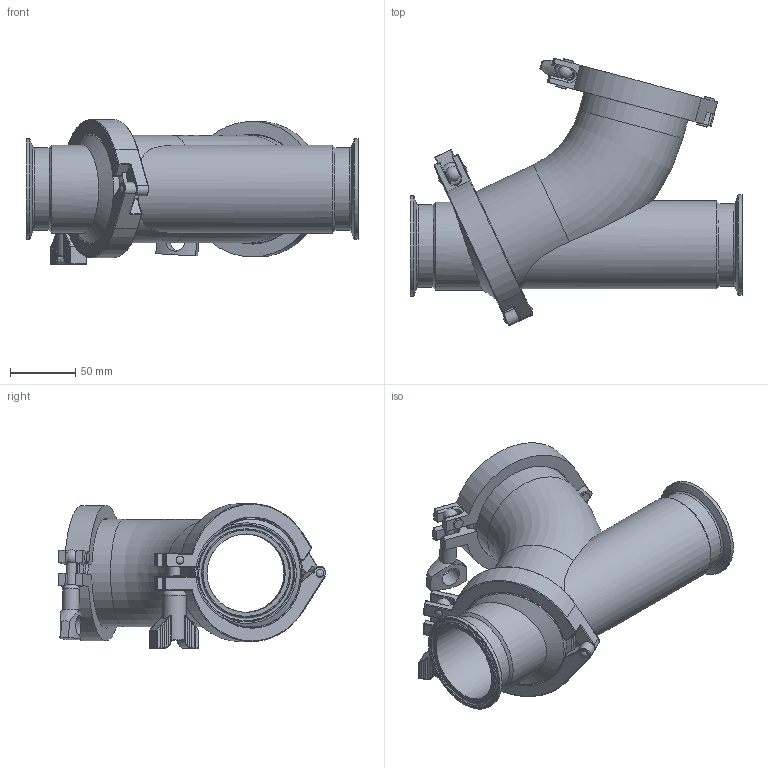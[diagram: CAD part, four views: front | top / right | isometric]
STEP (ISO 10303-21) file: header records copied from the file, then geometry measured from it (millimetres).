
FILE_DESCRIPTION(/* description */ (''),/* implementation_level */ '2;1');
FILE_NAME(/* name */ '45BYMP-2.5.stp',/* time_stamp */ '2024-03-06T14:48:37-05:00',/* author */ ('mwardour'),/* organization */ (''),/* preprocessor_version */ 'ST-DEVELOPER v20',/* originating_system */ 'Autodesk Inventor 2024',/* authorisation */ '');
FILE_SCHEMA (('AUTOMOTIVE_DESIGN { 1 0 10303 214 3 1 1 }'));
Length unit declared in the file: millimetre
Products named in the file (5): 45BYMP-2.5; 45BYMP-2.5_1; 40MP-3; 16AMP-3; 13MHHM-3
Assembly tree (4 placements, depth 2):
  45BYMP-2.5
    45BYMP-2.5_1
    40MP-3
    16AMP-3
    13MHHM-3
Bounding box: 255.18 x 205.7 x 111.45 mm (x, y, z)
Volume: 428911.5 mm3; surface area: 245667.9 mm2
Topology: 10 solids, 19 shells, 486 faces, 1192 edges, 713 vertices
Faces by surface type: cylinder 226, plane 103, torus 62, sphere 40, cone 28, bspline 27
Full cylindrical faces by diameter (mm): 5 x2, 5.588 x5, 6.318 x4, 7.112 x1, 7.62 x1, 7.722 x23, 8 x4, 9.36 x24, 11.115 x1, 12.7 x1, 14.986 x1, 18.135 x1, 60.2 x2, 63.5 x2, 67.6 x2, 72.898 x1, 72.9 x2, 76.4 x1, 77.39 x2, 80.95 x2, 82.4 x2, 82.64 x2, 82.9 x1, 85.725 x2, 90.9 x3, 90.907 x2
Entity records: 21347 total; most frequent: CARTESIAN_POINT 9689, DIRECTION 2358, ORIENTED_EDGE 2288, EDGE_CURVE 1162, AXIS2_PLACEMENT_3D 965, VERTEX_POINT 713, EDGE_LOOP 527, FACE_OUTER_BOUND 486
